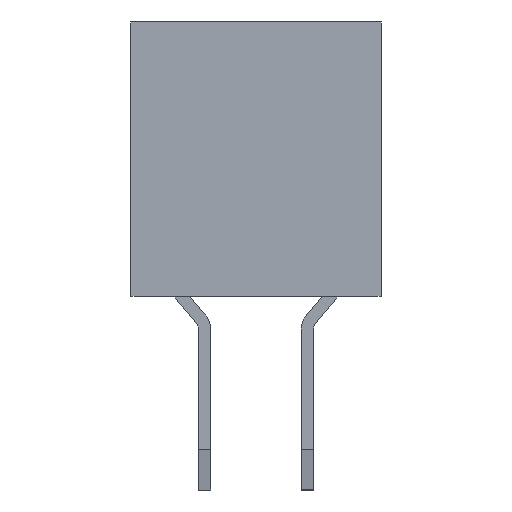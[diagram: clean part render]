
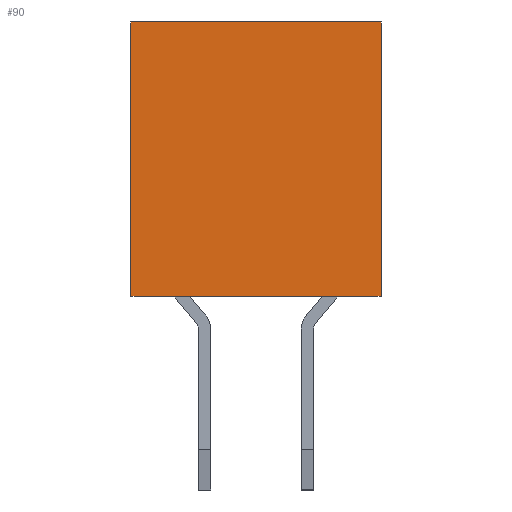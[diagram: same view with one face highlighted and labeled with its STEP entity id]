
A CAD part, left-side view. The second image highlights one B-rep face of the part: STEP entity #90.
In plain terms, the highlighted planar face has unit normal (-1, 0, 0).
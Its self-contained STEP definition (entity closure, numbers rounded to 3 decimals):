
#20=CARTESIAN_POINT('',(-3.81,1.55,-1.7));
#21=DIRECTION('',(0.,-1.,0.));
#22=DIRECTION('',(-1.,0.,0.));
#23=AXIS2_PLACEMENT_3D('',#20,#22,#21);
#24=PLANE('',#23);
#25=CARTESIAN_POINT('',(-3.81,0.,0.));
#26=VERTEX_POINT('',#25);
#27=CARTESIAN_POINT('',(-3.81,3.1,0.));
#28=VERTEX_POINT('',#27);
#29=CARTESIAN_POINT('',(-3.81,0.,0.));
#30=CARTESIAN_POINT('',(-3.81,0.62,0.));
#31=CARTESIAN_POINT('',(-3.81,1.24,0.));
#32=CARTESIAN_POINT('',(-3.81,1.86,0.));
#33=CARTESIAN_POINT('',(-3.81,2.48,0.));
#34=CARTESIAN_POINT('',(-3.81,3.1,0.));
#35=B_SPLINE_CURVE_WITH_KNOTS('',5,(#29,#30,#31,#32,#33,#34),.UNSPECIFIED.,.F.,.U.,(6,6),(0.,3.1),.UNSPECIFIED.);
#36=EDGE_CURVE('',#26,#28,#35,.T.);
#37=ORIENTED_EDGE('',*,*,#36,.T.);
#38=CARTESIAN_POINT('',(-3.81,3.1,-3.4));
#39=VERTEX_POINT('',#38);
#40=CARTESIAN_POINT('',(-3.81,3.1,0.));
#41=CARTESIAN_POINT('',(-3.81,3.1,-0.68));
#42=CARTESIAN_POINT('',(-3.81,3.1,-1.36));
#43=CARTESIAN_POINT('',(-3.81,3.1,-2.04));
#44=CARTESIAN_POINT('',(-3.81,3.1,-2.72));
#45=CARTESIAN_POINT('',(-3.81,3.1,-3.4));
#46=B_SPLINE_CURVE_WITH_KNOTS('',5,(#40,#41,#42,#43,#44,#45),.UNSPECIFIED.,.F.,.U.,(6,6),(0.,3.4),.UNSPECIFIED.);
#47=EDGE_CURVE('',#28,#39,#46,.T.);
#48=ORIENTED_EDGE('',*,*,#47,.T.);
#49=CARTESIAN_POINT('',(-3.81,2.68,-3.4));
#50=VERTEX_POINT('',#49);
#51=CARTESIAN_POINT('',(-3.81,2.68,-3.4));
#52=CARTESIAN_POINT('',(-3.81,2.764,-3.4));
#53=CARTESIAN_POINT('',(-3.81,2.848,-3.4));
#54=CARTESIAN_POINT('',(-3.81,2.932,-3.4));
#55=CARTESIAN_POINT('',(-3.81,3.016,-3.4));
#56=CARTESIAN_POINT('',(-3.81,3.1,-3.4));
#57=B_SPLINE_CURVE_WITH_KNOTS('',5,(#51,#52,#53,#54,#55,#56),.UNSPECIFIED.,.F.,.U.,(6,6),(0.,0.42),.UNSPECIFIED.);
#58=EDGE_CURVE('',#50,#39,#57,.T.);
#59=ORIENTED_EDGE('',*,*,#58,.F.);
#60=CARTESIAN_POINT('',(-3.81,0.42,-3.4));
#61=VERTEX_POINT('',#60);
#62=CARTESIAN_POINT('',(-3.81,0.42,-3.4));
#63=DIRECTION('',(0.,1.,0.));
#64=VECTOR('',#63,2.26);
#65=LINE('',#62,#64);
#66=EDGE_CURVE('',#61,#50,#65,.T.);
#67=ORIENTED_EDGE('',*,*,#66,.F.);
#68=CARTESIAN_POINT('',(-3.81,0.,-3.4));
#69=VERTEX_POINT('',#68);
#70=CARTESIAN_POINT('',(-3.81,0.42,-3.4));
#71=CARTESIAN_POINT('',(-3.81,0.336,-3.4));
#72=CARTESIAN_POINT('',(-3.81,0.252,-3.4));
#73=CARTESIAN_POINT('',(-3.81,0.168,-3.4));
#74=CARTESIAN_POINT('',(-3.81,0.084,-3.4));
#75=CARTESIAN_POINT('',(-3.81,0.,-3.4));
#76=B_SPLINE_CURVE_WITH_KNOTS('',5,(#70,#71,#72,#73,#74,#75),.UNSPECIFIED.,.F.,.U.,(6,6),(0.,0.42),.UNSPECIFIED.);
#77=EDGE_CURVE('',#61,#69,#76,.T.);
#78=ORIENTED_EDGE('',*,*,#77,.T.);
#79=CARTESIAN_POINT('',(-3.81,0.,-3.4));
#80=CARTESIAN_POINT('',(-3.81,0.,-2.72));
#81=CARTESIAN_POINT('',(-3.81,0.,-2.04));
#82=CARTESIAN_POINT('',(-3.81,0.,-1.36));
#83=CARTESIAN_POINT('',(-3.81,0.,-0.68));
#84=CARTESIAN_POINT('',(-3.81,0.,0.));
#85=B_SPLINE_CURVE_WITH_KNOTS('',5,(#79,#80,#81,#82,#83,#84),.UNSPECIFIED.,.F.,.U.,(6,6),(0.,3.4),.UNSPECIFIED.);
#86=EDGE_CURVE('',#69,#26,#85,.T.);
#87=ORIENTED_EDGE('',*,*,#86,.T.);
#88=EDGE_LOOP('',(#37,#48,#59,#67,#78,#87));
#89=FACE_OUTER_BOUND('',#88,.T.);
#90=ADVANCED_FACE('',(#89),#24,.T.);
